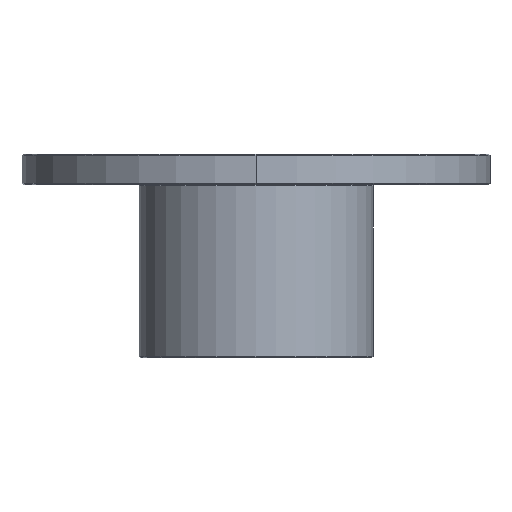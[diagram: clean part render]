
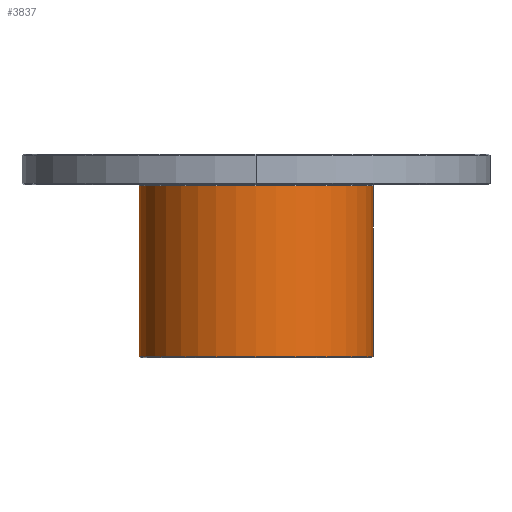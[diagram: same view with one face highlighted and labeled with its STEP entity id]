
A CAD part, front view. The second image highlights one B-rep face of the part: STEP entity #3837.
In plain terms, the highlighted cylindrical face has radius 50 mm (diameter 100 mm), a partial arc.
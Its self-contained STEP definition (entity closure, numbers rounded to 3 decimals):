
#154 = CONICAL_SURFACE('',#155,49.5,0.785);
#155 = AXIS2_PLACEMENT_3D('',#156,#157,#158);
#156 = CARTESIAN_POINT('',(-80.508,-71.69,
    -14.55));
#157 = DIRECTION('',(0.,0.,-1.));
#158 = DIRECTION('',(1.,0.,0.));
#174 = VERTEX_POINT('',#175);
#175 = CARTESIAN_POINT('',(-130.508,-71.69,
    -15.05));
#201 = EDGE_CURVE('',#202,#174,#204,.T.);
#202 = VERTEX_POINT('',#203);
#203 = CARTESIAN_POINT('',(-30.508,-71.69,
    -15.05));
#204 = SURFACE_CURVE('',#205,(#210,#217),.PCURVE_S1.);
#205 = CIRCLE('',#206,50.);
#206 = AXIS2_PLACEMENT_3D('',#207,#208,#209);
#207 = CARTESIAN_POINT('',(-80.508,-71.69,
    -15.05));
#208 = DIRECTION('',(0.,0.,-1.));
#209 = DIRECTION('',(-1.,0.,0.));
#210 = PCURVE('',#154,#211);
#211 = DEFINITIONAL_REPRESENTATION('',(#212),#216);
#212 = LINE('',#213,#214);
#213 = CARTESIAN_POINT('',(-3.142,0.5));
#214 = VECTOR('',#215,1.);
#215 = DIRECTION('',(1.,0.));
#216 = ( GEOMETRIC_REPRESENTATION_CONTEXT(2) 
PARAMETRIC_REPRESENTATION_CONTEXT() REPRESENTATION_CONTEXT('2D SPACE',''
  ) );
#217 = PCURVE('',#218,#223);
#218 = CYLINDRICAL_SURFACE('',#219,50.);
#219 = AXIS2_PLACEMENT_3D('',#220,#221,#222);
#220 = CARTESIAN_POINT('',(-80.508,-71.69,
    -14.55));
#221 = DIRECTION('',(0.,0.,-1.));
#222 = DIRECTION('',(1.,0.,0.));
#223 = DEFINITIONAL_REPRESENTATION('',(#224),#228);
#224 = LINE('',#225,#226);
#225 = CARTESIAN_POINT('',(-3.142,0.5));
#226 = VECTOR('',#227,1.);
#227 = DIRECTION('',(1.,0.));
#228 = ( GEOMETRIC_REPRESENTATION_CONTEXT(2) 
PARAMETRIC_REPRESENTATION_CONTEXT() REPRESENTATION_CONTEXT('2D SPACE',''
  ) );
#266 = CONICAL_SURFACE('',#267,50.,0.785);
#267 = AXIS2_PLACEMENT_3D('',#268,#269,#270);
#268 = CARTESIAN_POINT('',(-80.508,-71.69,
    -88.05));
#269 = DIRECTION('',(0.,0.,1.));
#270 = DIRECTION('',(-1.,0.,0.));
#295 = VERTEX_POINT('',#296);
#296 = CARTESIAN_POINT('',(-30.508,-71.69,
    -88.05));
#322 = EDGE_CURVE('',#323,#295,#325,.T.);
#323 = VERTEX_POINT('',#324);
#324 = CARTESIAN_POINT('',(-130.508,-71.69,
    -88.05));
#325 = SURFACE_CURVE('',#326,(#331,#338),.PCURVE_S1.);
#326 = CIRCLE('',#327,50.);
#327 = AXIS2_PLACEMENT_3D('',#328,#329,#330);
#328 = CARTESIAN_POINT('',(-80.508,-71.69,
    -88.05));
#329 = DIRECTION('',(0.,0.,1.));
#330 = DIRECTION('',(-1.,0.,0.));
#331 = PCURVE('',#266,#332);
#332 = DEFINITIONAL_REPRESENTATION('',(#333),#337);
#333 = LINE('',#334,#335);
#334 = CARTESIAN_POINT('',(0.,0.));
#335 = VECTOR('',#336,1.);
#336 = DIRECTION('',(1.,0.));
#337 = ( GEOMETRIC_REPRESENTATION_CONTEXT(2) 
PARAMETRIC_REPRESENTATION_CONTEXT() REPRESENTATION_CONTEXT('2D SPACE',''
  ) );
#338 = PCURVE('',#218,#339);
#339 = DEFINITIONAL_REPRESENTATION('',(#340),#344);
#340 = LINE('',#341,#342);
#341 = CARTESIAN_POINT('',(3.142,73.5));
#342 = VECTOR('',#343,1.);
#343 = DIRECTION('',(-1.,0.));
#344 = ( GEOMETRIC_REPRESENTATION_CONTEXT(2) 
PARAMETRIC_REPRESENTATION_CONTEXT() REPRESENTATION_CONTEXT('2D SPACE',''
  ) );
#3837 = ADVANCED_FACE('',(#3838),#218,.T.);
#3838 = FACE_BOUND('',#3839,.T.);
#3839 = EDGE_LOOP('',(#3840,#3841,#3867,#3868));
#3840 = ORIENTED_EDGE('',*,*,#201,.T.);
#3841 = ORIENTED_EDGE('',*,*,#3842,.T.);
#3842 = EDGE_CURVE('',#174,#323,#3843,.T.);
#3843 = SURFACE_CURVE('',#3844,(#3848,#3855),.PCURVE_S1.);
#3844 = LINE('',#3845,#3846);
#3845 = CARTESIAN_POINT('',(-130.508,-71.69,
    -14.55));
#3846 = VECTOR('',#3847,1.);
#3847 = DIRECTION('',(0.,0.,-1.));
#3848 = PCURVE('',#218,#3849);
#3849 = DEFINITIONAL_REPRESENTATION('',(#3850),#3854);
#3850 = LINE('',#3851,#3852);
#3851 = CARTESIAN_POINT('',(3.142,0.));
#3852 = VECTOR('',#3853,1.);
#3853 = DIRECTION('',(0.,1.));
#3854 = ( GEOMETRIC_REPRESENTATION_CONTEXT(2) 
PARAMETRIC_REPRESENTATION_CONTEXT() REPRESENTATION_CONTEXT('2D SPACE',''
  ) );
#3855 = PCURVE('',#3856,#3861);
#3856 = CYLINDRICAL_SURFACE('',#3857,50.);
#3857 = AXIS2_PLACEMENT_3D('',#3858,#3859,#3860);
#3858 = CARTESIAN_POINT('',(-80.508,-71.69,
    -14.55));
#3859 = DIRECTION('',(0.,0.,-1.));
#3860 = DIRECTION('',(1.,0.,0.));
#3861 = DEFINITIONAL_REPRESENTATION('',(#3862),#3866);
#3862 = LINE('',#3863,#3864);
#3863 = CARTESIAN_POINT('',(3.142,0.));
#3864 = VECTOR('',#3865,1.);
#3865 = DIRECTION('',(0.,1.));
#3866 = ( GEOMETRIC_REPRESENTATION_CONTEXT(2) 
PARAMETRIC_REPRESENTATION_CONTEXT() REPRESENTATION_CONTEXT('2D SPACE',''
  ) );
#3867 = ORIENTED_EDGE('',*,*,#322,.T.);
#3868 = ORIENTED_EDGE('',*,*,#3869,.F.);
#3869 = EDGE_CURVE('',#202,#295,#3870,.T.);
#3870 = SURFACE_CURVE('',#3871,(#3875,#3882),.PCURVE_S1.);
#3871 = LINE('',#3872,#3873);
#3872 = CARTESIAN_POINT('',(-30.508,-71.69,
    -14.55));
#3873 = VECTOR('',#3874,1.);
#3874 = DIRECTION('',(0.,0.,-1.));
#3875 = PCURVE('',#218,#3876);
#3876 = DEFINITIONAL_REPRESENTATION('',(#3877),#3881);
#3877 = LINE('',#3878,#3879);
#3878 = CARTESIAN_POINT('',(0.,0.));
#3879 = VECTOR('',#3880,1.);
#3880 = DIRECTION('',(0.,1.));
#3881 = ( GEOMETRIC_REPRESENTATION_CONTEXT(2) 
PARAMETRIC_REPRESENTATION_CONTEXT() REPRESENTATION_CONTEXT('2D SPACE',''
  ) );
#3882 = PCURVE('',#3856,#3883);
#3883 = DEFINITIONAL_REPRESENTATION('',(#3884),#3888);
#3884 = LINE('',#3885,#3886);
#3885 = CARTESIAN_POINT('',(6.283,0.));
#3886 = VECTOR('',#3887,1.);
#3887 = DIRECTION('',(0.,1.));
#3888 = ( GEOMETRIC_REPRESENTATION_CONTEXT(2) 
PARAMETRIC_REPRESENTATION_CONTEXT() REPRESENTATION_CONTEXT('2D SPACE',''
  ) );
